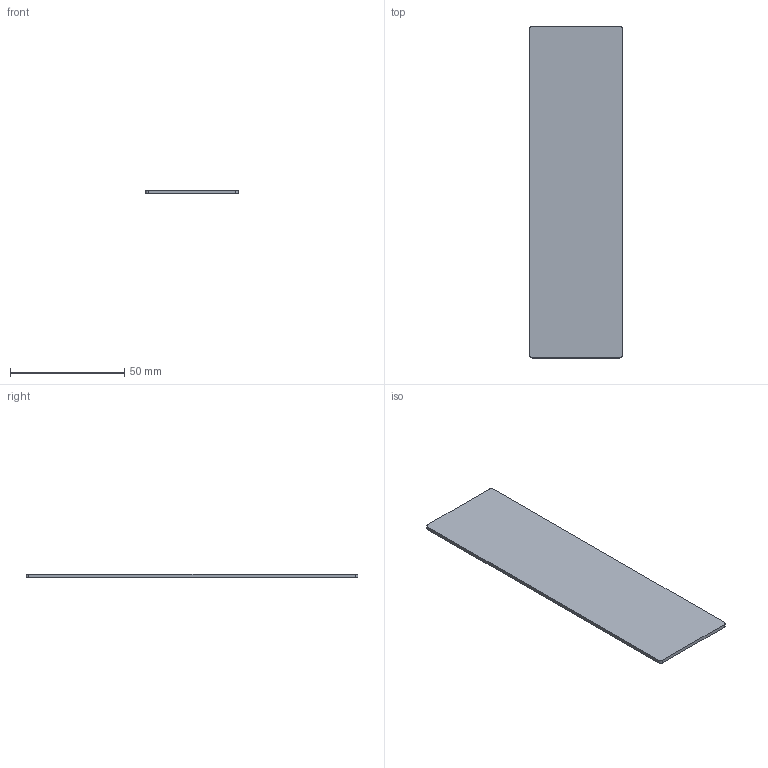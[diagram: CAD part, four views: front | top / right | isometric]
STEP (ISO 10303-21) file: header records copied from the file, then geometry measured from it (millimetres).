
FILE_DESCRIPTION (( 'STEP AP203' ), '1' );
FILE_NAME ('80555-ALU-L.step', '2017-08-09T13:55:04', ( '' ), ( '' ), 'SwSTEP 2.0', 'SolidWorks 2015', '' );
FILE_SCHEMA (( 'CONFIG_CONTROL_DESIGN' ));
Length unit declared in the file: millimetre
Products named in the file (1): 80555-ALU-L
Bounding box: 40.5 x 145 x 1.5 mm (x, y, z)
Volume: 8806.3 mm3; surface area: 12306.2 mm2
Topology: 1 solids, 1 shells, 250 faces, 666 edges, 444 vertices
Faces by surface type: plane 141, bspline 105, cylinder 4
Entity records: 13425 total; most frequent: CARTESIAN_POINT 7826, ORIENTED_EDGE 1332, DIRECTION 756, EDGE_CURVE 666, VECTOR 448, LINE 448, VERTEX_POINT 444, EDGE_LOOP 276
